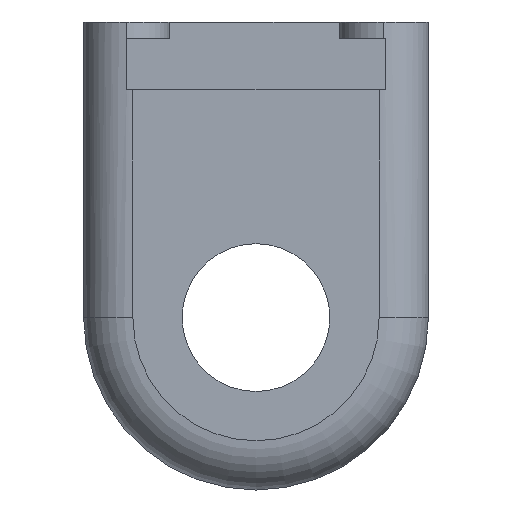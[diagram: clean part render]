
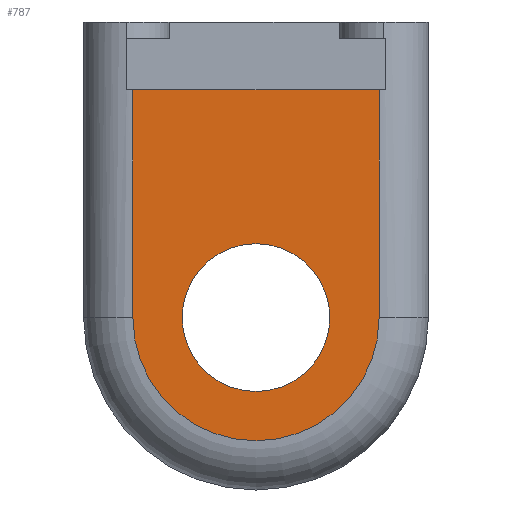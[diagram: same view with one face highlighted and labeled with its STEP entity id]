
A CAD part, front view. The second image highlights one B-rep face of the part: STEP entity #787.
In plain terms, the highlighted planar face has unit normal (0, -1, 0).
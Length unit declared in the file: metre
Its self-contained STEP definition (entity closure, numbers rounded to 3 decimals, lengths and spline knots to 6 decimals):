
#69=LINE('',#1300,#149);
#70=LINE('',#1302,#150);
#71=LINE('',#1304,#151);
#149=VECTOR('',#1041,1.);
#150=VECTOR('',#1042,1.);
#151=VECTOR('',#1043,1.);
#186=PLANE('',#865);
#295=ORIENTED_EDGE('',*,*,#504,.T.);
#296=ORIENTED_EDGE('',*,*,#505,.T.);
#297=ORIENTED_EDGE('',*,*,#506,.F.);
#298=ORIENTED_EDGE('',*,*,#507,.T.);
#299=ORIENTED_EDGE('',*,*,#431,.F.);
#431=EDGE_CURVE('',#544,#544,#617,.T.);
#504=EDGE_CURVE('',#601,#602,#635,.T.);
#505=EDGE_CURVE('',#602,#603,#69,.F.);
#506=EDGE_CURVE('',#604,#603,#70,.T.);
#507=EDGE_CURVE('',#604,#601,#71,.T.);
#544=VERTEX_POINT('',#1152);
#601=VERTEX_POINT('',#1298);
#602=VERTEX_POINT('',#1299);
#603=VERTEX_POINT('',#1301);
#604=VERTEX_POINT('',#1303);
#617=CIRCLE('',#832,0.003);
#635=CIRCLE('',#866,0.005);
#669=EDGE_LOOP('',(#295,#296,#297,#298));
#670=EDGE_LOOP('',(#299));
#723=FACE_BOUND('',#669,.T.);
#724=FACE_BOUND('',#670,.T.);
#787=ADVANCED_FACE('',(#723,#724),#186,.T.);
#832=AXIS2_PLACEMENT_3D('',#1151,#916,#917);
#865=AXIS2_PLACEMENT_3D('',#1296,#1037,#1038);
#866=AXIS2_PLACEMENT_3D('',#1297,#1039,#1040);
#916=DIRECTION('',(0.,-1.,0.));
#917=DIRECTION('',(0.,0.,-1.));
#1037=DIRECTION('',(0.,-1.,0.));
#1038=DIRECTION('',(0.,0.,-1.));
#1039=DIRECTION('',(0.,-1.,0.));
#1040=DIRECTION('',(0.,0.,-1.));
#1041=DIRECTION('',(0.,0.,-1.));
#1042=DIRECTION('',(1.,0.,0.));
#1043=DIRECTION('',(0.,0.,-1.));
#1151=CARTESIAN_POINT('',(0.,-0.0475,-0.007));
#1152=CARTESIAN_POINT('',(0.,-0.0475,-0.01));
#1296=CARTESIAN_POINT('',(0.,-0.0475,0.005));
#1297=CARTESIAN_POINT('',(0.,-0.0475,-0.007));
#1298=CARTESIAN_POINT('',(-0.005,-0.0475,-0.007));
#1299=CARTESIAN_POINT('',(0.005,-0.0475,-0.007));
#1300=CARTESIAN_POINT('',(0.005,-0.0475,0.005));
#1301=CARTESIAN_POINT('',(0.005,-0.0475,0.00225));
#1302=CARTESIAN_POINT('',(0.002625,-0.0475,0.00225));
#1303=CARTESIAN_POINT('',(-0.005,-0.0475,0.00225));
#1304=CARTESIAN_POINT('',(-0.005,-0.0475,-0.007));
